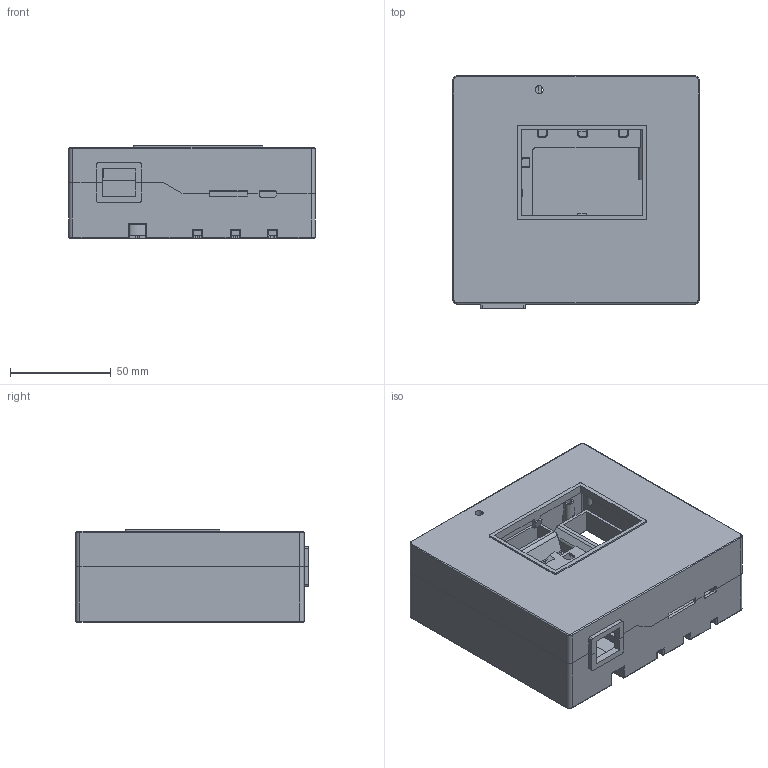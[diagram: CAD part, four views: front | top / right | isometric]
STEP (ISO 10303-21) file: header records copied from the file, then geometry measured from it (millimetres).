
FILE_DESCRIPTION (( 'STEP AP214' ), '1' );
FILE_NAME ('Casing (Lower-Upper).STEP', '2015-06-06T14:51:32', ( '' ), ( '' ), 'SwSTEP 2.0', 'SolidWorks 2015', '' );
FILE_SCHEMA (( 'AUTOMOTIVE_DESIGN' ));
Length unit declared in the file: millimetre
Products named in the file (3): Body1; Body2; Casing (Lower-Upper)
Assembly tree (2 placements, depth 2):
  Casing (Lower-Upper)
    Body1
    Body2
Bounding box: 122 x 115 x 45.8 mm (x, y, z)
Volume: 80900.9 mm3; surface area: 109139.5 mm2
Topology: 2 solids, 2 shells, 860 faces, 2350 edges, 1472 vertices
Faces by surface type: plane 441, cylinder 256, cone 64, torus 52, bspline 47
Entity records: 27900 total; most frequent: CARTESIAN_POINT 6144, ORIENTED_EDGE 4642, DIRECTION 4484, EDGE_CURVE 2321, LINE 1504, VECTOR 1504, AXIS2_PLACEMENT_3D 1490, VERTEX_POINT 1472
